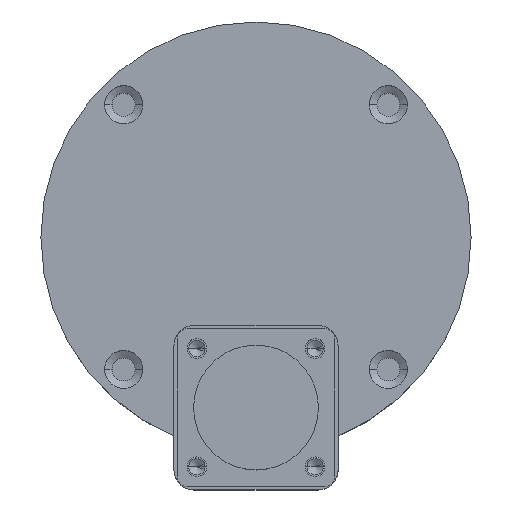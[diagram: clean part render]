
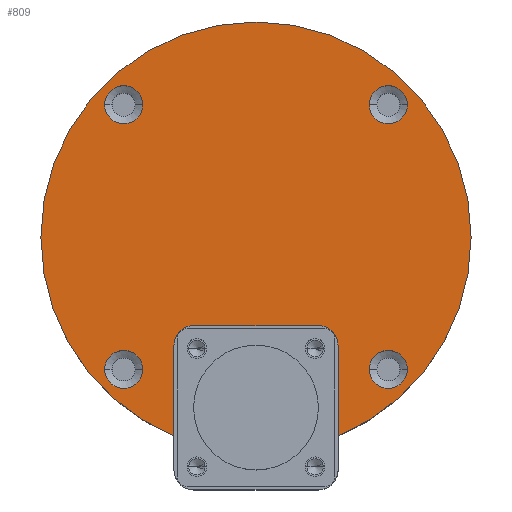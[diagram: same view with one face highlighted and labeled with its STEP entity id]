
A CAD part, top view. The second image highlights one B-rep face of the part: STEP entity #809.
In plain terms, the highlighted planar face has unit normal (0, 0, 1).
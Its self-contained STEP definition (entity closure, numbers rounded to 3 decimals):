
#25 = CIRCLE ( 'NONE', #1487, 32.75 ) ;
#100 = EDGE_CURVE ( 'NONE', #4962, #3609, #3292, .T. ) ;
#114 = CARTESIAN_POINT ( 'NONE',  ( -9.5, -13.5, 9.5 ) ) ;
#157 = DIRECTION ( 'NONE',  ( -1., 0., 0. ) ) ;
#287 = CIRCLE ( 'NONE', #9929, 2.9 ) ;
#340 = CARTESIAN_POINT ( 'NONE',  ( -23.053, -20.153, 9.5 ) ) ;
#422 = EDGE_CURVE ( 'NONE', #4249, #2954, #25, .T. ) ;
#496 = ORIENTED_EDGE ( 'NONE', *, *, #8739, .T. ) ;
#555 = DIRECTION ( 'NONE',  ( 1., 0., 0. ) ) ;
#636 = DIRECTION ( 'NONE',  ( -1., 0., 0. ) ) ;
#658 = DIRECTION ( 'NONE',  ( 0., 0., -1. ) ) ;
#700 = CARTESIAN_POINT ( 'NONE',  ( 23.053, -20.153, 9.5 ) ) ;
#742 = EDGE_LOOP ( 'NONE', ( #4580, #7196 ) ) ;
#809 = ADVANCED_FACE ( 'NONE', ( #1485, #7928, #1729, #1975, #7285 ), #9348, .T. ) ;
#820 = EDGE_CURVE ( 'NONE', #3432, #6790, #9811, .T. ) ;
#857 = CARTESIAN_POINT ( 'NONE',  ( 23.053, 20.153, 9.5 ) ) ;
#942 = CARTESIAN_POINT ( 'NONE',  ( -17.253, -20.153, 9.5 ) ) ;
#960 = EDGE_CURVE ( 'NONE', #1889, #6570, #8430, .T. ) ;
#1109 = DIRECTION ( 'NONE',  ( 0., 0., -1. ) ) ;
#1171 = CARTESIAN_POINT ( 'NONE',  ( 20.153, -20.153, 9.5 ) ) ;
#1225 = ORIENTED_EDGE ( 'NONE', *, *, #5725, .T. ) ;
#1485 = FACE_OUTER_BOUND ( 'NONE', #4703, .T. ) ;
#1487 = AXIS2_PLACEMENT_3D ( 'NONE', #6229, #5370, #636 ) ;
#1729 = FACE_BOUND ( 'NONE', #3052, .T. ) ;
#1747 = VERTEX_POINT ( 'NONE', #857 ) ;
#1789 = DIRECTION ( 'NONE',  ( 1., 0., 0. ) ) ;
#1889 = VERTEX_POINT ( 'NONE', #4830 ) ;
#1925 = CARTESIAN_POINT ( 'NONE',  ( 9.5, -16.5, 9.5 ) ) ;
#1975 = FACE_BOUND ( 'NONE', #2337, .T. ) ;
#2185 = DIRECTION ( 'NONE',  ( 0., 0., -1. ) ) ;
#2203 = CARTESIAN_POINT ( 'NONE',  ( -17.253, 20.153, 9.5 ) ) ;
#2260 = DIRECTION ( 'NONE',  ( 0., 0., -1. ) ) ;
#2261 = CIRCLE ( 'NONE', #4138, 32.75 ) ;
#2317 = DIRECTION ( 'NONE',  ( 1., 0., 0. ) ) ;
#2318 = EDGE_CURVE ( 'NONE', #3340, #3474, #287, .T. ) ;
#2337 = EDGE_LOOP ( 'NONE', ( #496, #6905 ) ) ;
#2363 = DIRECTION ( 'NONE',  ( 0., 0., -1. ) ) ;
#2506 = EDGE_CURVE ( 'NONE', #5430, #2620, #7944, .T. ) ;
#2532 = CARTESIAN_POINT ( 'NONE',  ( 12.5, 0., 9.5 ) ) ;
#2565 = CARTESIAN_POINT ( 'NONE',  ( 20.153, 20.153, 9.5 ) ) ;
#2567 = VERTEX_POINT ( 'NONE', #5815 ) ;
#2620 = VERTEX_POINT ( 'NONE', #4941 ) ;
#2622 = AXIS2_PLACEMENT_3D ( 'NONE', #2565, #3623, #1789 ) ;
#2662 = CARTESIAN_POINT ( 'NONE',  ( -12.5, -30.271, 9.5 ) ) ;
#2775 = AXIS2_PLACEMENT_3D ( 'NONE', #1171, #7432, #9873 ) ;
#2875 = CARTESIAN_POINT ( 'NONE',  ( 20.153, -20.153, 9.5 ) ) ;
#2913 = AXIS2_PLACEMENT_3D ( 'NONE', #3091, #5385, #6186 ) ;
#2954 = VERTEX_POINT ( 'NONE', #10151 ) ;
#2965 = CARTESIAN_POINT ( 'NONE',  ( 12.5, -30.271, 9.5 ) ) ;
#3052 = EDGE_LOOP ( 'NONE', ( #3321, #5933 ) ) ;
#3091 = CARTESIAN_POINT ( 'NONE',  ( 0., 0., 9.5 ) ) ;
#3145 = DIRECTION ( 'NONE',  ( 0., 0., -1. ) ) ;
#3292 = CIRCLE ( 'NONE', #3459, 3. ) ;
#3321 = ORIENTED_EDGE ( 'NONE', *, *, #9425, .T. ) ;
#3340 = VERTEX_POINT ( 'NONE', #5013 ) ;
#3354 = VERTEX_POINT ( 'NONE', #340 ) ;
#3432 = VERTEX_POINT ( 'NONE', #5479 ) ;
#3459 = AXIS2_PLACEMENT_3D ( 'NONE', #4883, #2363, #157 ) ;
#3474 = VERTEX_POINT ( 'NONE', #700 ) ;
#3487 = EDGE_LOOP ( 'NONE', ( #6223, #7511 ) ) ;
#3609 = VERTEX_POINT ( 'NONE', #114 ) ;
#3623 = DIRECTION ( 'NONE',  ( 0., 0., -1. ) ) ;
#3683 = DIRECTION ( 'NONE',  ( 0., 0., -1. ) ) ;
#3754 = DIRECTION ( 'NONE',  ( 1., 0., 0. ) ) ;
#3894 = DIRECTION ( 'NONE',  ( 1., 0., 0. ) ) ;
#3912 = CARTESIAN_POINT ( 'NONE',  ( -20.153, -20.153, 9.5 ) ) ;
#4138 = AXIS2_PLACEMENT_3D ( 'NONE', #9203, #3683, #9265 ) ;
#4249 = VERTEX_POINT ( 'NONE', #2662 ) ;
#4423 = EDGE_CURVE ( 'NONE', #4249, #4962, #5297, .T. ) ;
#4563 = DIRECTION ( 'NONE',  ( -1., 0., 0. ) ) ;
#4580 = ORIENTED_EDGE ( 'NONE', *, *, #8108, .T. ) ;
#4689 = DIRECTION ( 'NONE',  ( 0., 0., -1. ) ) ;
#4703 = EDGE_LOOP ( 'NONE', ( #1225, #5051, #9834, #8661, #5213, #7916, #8538, #10030 ) ) ;
#4830 = CARTESIAN_POINT ( 'NONE',  ( 9.5, -13.5, 9.5 ) ) ;
#4883 = CARTESIAN_POINT ( 'NONE',  ( -9.5, -16.5, 9.5 ) ) ;
#4941 = CARTESIAN_POINT ( 'NONE',  ( -23.053, 20.153, 9.5 ) ) ;
#4962 = VERTEX_POINT ( 'NONE', #6754 ) ;
#4978 = DIRECTION ( 'NONE',  ( 1., 0., 0. ) ) ;
#5013 = CARTESIAN_POINT ( 'NONE',  ( 17.253, -20.153, 9.5 ) ) ;
#5015 = CARTESIAN_POINT ( 'NONE',  ( 12.5, -16.5, 9.5 ) ) ;
#5051 = ORIENTED_EDGE ( 'NONE', *, *, #960, .T. ) ;
#5210 = LINE ( 'NONE', #7677, #9568 ) ;
#5213 = ORIENTED_EDGE ( 'NONE', *, *, #9988, .F. ) ;
#5297 = LINE ( 'NONE', #5891, #8420 ) ;
#5300 = CARTESIAN_POINT ( 'NONE',  ( 20.153, 20.153, 9.5 ) ) ;
#5370 = DIRECTION ( 'NONE',  ( 0., 0., -1. ) ) ;
#5385 = DIRECTION ( 'NONE',  ( 0., 0., 1. ) ) ;
#5394 = EDGE_CURVE ( 'NONE', #3354, #9704, #6348, .T. ) ;
#5430 = VERTEX_POINT ( 'NONE', #2203 ) ;
#5454 = CARTESIAN_POINT ( 'NONE',  ( -20.153, -20.153, 9.5 ) ) ;
#5479 = CARTESIAN_POINT ( 'NONE',  ( 32.75, 0., 9.5 ) ) ;
#5565 = AXIS2_PLACEMENT_3D ( 'NONE', #8523, #2260, #6865 ) ;
#5593 = EDGE_CURVE ( 'NONE', #2567, #1747, #8461, .T. ) ;
#5725 = EDGE_CURVE ( 'NONE', #3609, #1889, #5210, .T. ) ;
#5731 = DIRECTION ( 'NONE',  ( 0., -1., 0. ) ) ;
#5815 = CARTESIAN_POINT ( 'NONE',  ( 17.253, 20.153, 9.5 ) ) ;
#5891 = CARTESIAN_POINT ( 'NONE',  ( -12.5, 0., 9.5 ) ) ;
#5933 = ORIENTED_EDGE ( 'NONE', *, *, #2318, .T. ) ;
#6052 = DIRECTION ( 'NONE',  ( 1., 0., 0. ) ) ;
#6158 = CIRCLE ( 'NONE', #9952, 2.9 ) ;
#6186 = DIRECTION ( 'NONE',  ( 1., 0., 0. ) ) ;
#6223 = ORIENTED_EDGE ( 'NONE', *, *, #2506, .T. ) ;
#6229 = CARTESIAN_POINT ( 'NONE',  ( 0., 0., 9.5 ) ) ;
#6348 = CIRCLE ( 'NONE', #7740, 2.9 ) ;
#6463 = AXIS2_PLACEMENT_3D ( 'NONE', #8251, #1109, #4978 ) ;
#6570 = VERTEX_POINT ( 'NONE', #5015 ) ;
#6691 = DIRECTION ( 'NONE',  ( -1., 0., 0. ) ) ;
#6754 = CARTESIAN_POINT ( 'NONE',  ( -12.5, -16.5, 9.5 ) ) ;
#6764 = LINE ( 'NONE', #2532, #9502 ) ;
#6790 = VERTEX_POINT ( 'NONE', #2965 ) ;
#6865 = DIRECTION ( 'NONE',  ( 1., 0., 0. ) ) ;
#6905 = ORIENTED_EDGE ( 'NONE', *, *, #5394, .T. ) ;
#7008 = CARTESIAN_POINT ( 'NONE',  ( 0., 0., 9.5 ) ) ;
#7155 = AXIS2_PLACEMENT_3D ( 'NONE', #1925, #9118, #6691 ) ;
#7196 = ORIENTED_EDGE ( 'NONE', *, *, #5593, .T. ) ;
#7251 = EDGE_CURVE ( 'NONE', #6570, #6790, #6764, .T. ) ;
#7285 = FACE_BOUND ( 'NONE', #3487, .T. ) ;
#7432 = DIRECTION ( 'NONE',  ( 0., 0., -1. ) ) ;
#7511 = ORIENTED_EDGE ( 'NONE', *, *, #8567, .T. ) ;
#7677 = CARTESIAN_POINT ( 'NONE',  ( 0., -13.5, 9.5 ) ) ;
#7740 = AXIS2_PLACEMENT_3D ( 'NONE', #5454, #4689, #3894 ) ;
#7916 = ORIENTED_EDGE ( 'NONE', *, *, #422, .F. ) ;
#7928 = FACE_BOUND ( 'NONE', #742, .T. ) ;
#7944 = CIRCLE ( 'NONE', #6463, 2.9 ) ;
#8096 = CIRCLE ( 'NONE', #2775, 2.9 ) ;
#8108 = EDGE_CURVE ( 'NONE', #1747, #2567, #6158, .T. ) ;
#8251 = CARTESIAN_POINT ( 'NONE',  ( -20.153, 20.153, 9.5 ) ) ;
#8420 = VECTOR ( 'NONE', #9866, 1000. ) ;
#8430 = CIRCLE ( 'NONE', #7155, 3. ) ;
#8461 = CIRCLE ( 'NONE', #2622, 2.9 ) ;
#8523 = CARTESIAN_POINT ( 'NONE',  ( -20.153, 20.153, 9.5 ) ) ;
#8538 = ORIENTED_EDGE ( 'NONE', *, *, #4423, .T. ) ;
#8567 = EDGE_CURVE ( 'NONE', #2620, #5430, #9503, .T. ) ;
#8661 = ORIENTED_EDGE ( 'NONE', *, *, #820, .F. ) ;
#8739 = EDGE_CURVE ( 'NONE', #9704, #3354, #9120, .T. ) ;
#9099 = AXIS2_PLACEMENT_3D ( 'NONE', #7008, #658, #4563 ) ;
#9118 = DIRECTION ( 'NONE',  ( 0., 0., -1. ) ) ;
#9120 = CIRCLE ( 'NONE', #9886, 2.9 ) ;
#9203 = CARTESIAN_POINT ( 'NONE',  ( 0., 0., 9.5 ) ) ;
#9265 = DIRECTION ( 'NONE',  ( -1., 0., 0. ) ) ;
#9348 = PLANE ( 'NONE',  #2913 ) ;
#9425 = EDGE_CURVE ( 'NONE', #3474, #3340, #8096, .T. ) ;
#9496 = DIRECTION ( 'NONE',  ( 0., 0., -1. ) ) ;
#9502 = VECTOR ( 'NONE', #5731, 1000. ) ;
#9503 = CIRCLE ( 'NONE', #5565, 2.9 ) ;
#9568 = VECTOR ( 'NONE', #3754, 1000. ) ;
#9704 = VERTEX_POINT ( 'NONE', #942 ) ;
#9811 = CIRCLE ( 'NONE', #9099, 32.75 ) ;
#9834 = ORIENTED_EDGE ( 'NONE', *, *, #7251, .T. ) ;
#9866 = DIRECTION ( 'NONE',  ( 0., 1., 0. ) ) ;
#9873 = DIRECTION ( 'NONE',  ( 1., 0., 0. ) ) ;
#9886 = AXIS2_PLACEMENT_3D ( 'NONE', #3912, #9496, #2317 ) ;
#9929 = AXIS2_PLACEMENT_3D ( 'NONE', #2875, #2185, #555 ) ;
#9952 = AXIS2_PLACEMENT_3D ( 'NONE', #5300, #3145, #6052 ) ;
#9988 = EDGE_CURVE ( 'NONE', #2954, #3432, #2261, .T. ) ;
#10030 = ORIENTED_EDGE ( 'NONE', *, *, #100, .T. ) ;
#10151 = CARTESIAN_POINT ( 'NONE',  ( -32.75, 0., 9.5 ) ) ;
